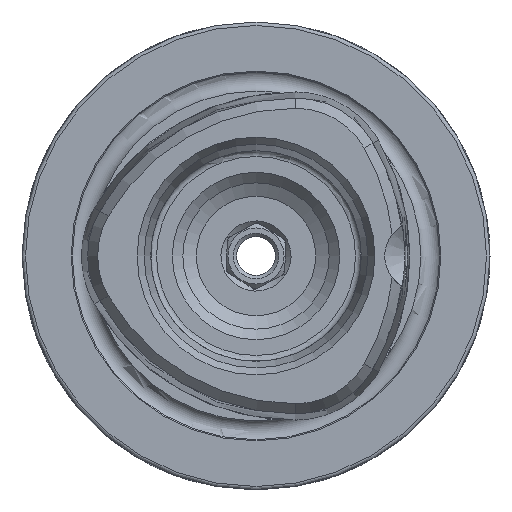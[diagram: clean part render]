
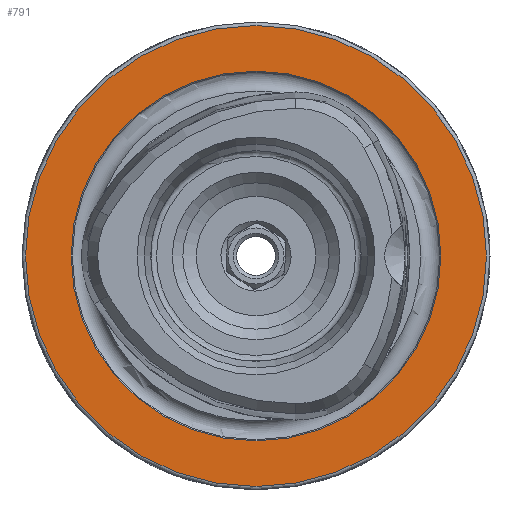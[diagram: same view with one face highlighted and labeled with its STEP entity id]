
A CAD part, left-side view. The second image highlights one B-rep face of the part: STEP entity #791.
In plain terms, the highlighted planar face has unit normal (-1, 0, 0).
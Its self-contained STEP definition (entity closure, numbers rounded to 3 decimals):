
#442 = EDGE_LOOP ( 'NONE', ( #5885 ) ) ;
#477 = FACE_BOUND ( 'NONE', #2714, .T. ) ;
#791 = ADVANCED_FACE ( 'NONE', ( #477, #12088 ), #7739, .F. ) ;
#1092 = ORIENTED_EDGE ( 'NONE', *, *, #6940, .F. ) ;
#2714 = EDGE_LOOP ( 'NONE', ( #1092 ) ) ;
#3416 = DIRECTION ( 'NONE',  ( 0., 0., 1. ) ) ;
#3706 = CARTESIAN_POINT ( 'NONE',  ( 0., 0., 0. ) ) ;
#5383 = AXIS2_PLACEMENT_3D ( 'NONE', #10091, #12167, #3416 ) ;
#5533 = EDGE_CURVE ( 'NONE', #7281, #7281, #12521, .T. ) ;
#5885 = ORIENTED_EDGE ( 'NONE', *, *, #5533, .T. ) ;
#5964 = DIRECTION ( 'NONE',  ( 0., 0., 1. ) ) ;
#6558 = CARTESIAN_POINT ( 'NONE',  ( 0., 0., 15.8 ) ) ;
#6940 = EDGE_CURVE ( 'NONE', #7968, #7968, #6941, .T. ) ;
#6941 = CIRCLE ( 'NONE', #5383, 15.8 ) ;
#7281 = VERTEX_POINT ( 'NONE', #13196 ) ;
#7739 = PLANE ( 'NONE',  #13060 ) ;
#7968 = VERTEX_POINT ( 'NONE', #6558 ) ;
#9144 = DIRECTION ( 'NONE',  ( 1., 0., 0. ) ) ;
#10091 = CARTESIAN_POINT ( 'NONE',  ( 0., 0., 0. ) ) ;
#11307 = CARTESIAN_POINT ( 'NONE',  ( 0., 15.8, 0. ) ) ;
#11543 = DIRECTION ( 'NONE',  ( 0., 0., -1. ) ) ;
#11596 = AXIS2_PLACEMENT_3D ( 'NONE', #3706, #12549, #5964 ) ;
#12088 = FACE_OUTER_BOUND ( 'NONE', #442, .T. ) ;
#12167 = DIRECTION ( 'NONE',  ( -1., 0., 0. ) ) ;
#12521 = CIRCLE ( 'NONE', #11596, 19.7 ) ;
#12549 = DIRECTION ( 'NONE',  ( -1., 0., 0. ) ) ;
#13060 = AXIS2_PLACEMENT_3D ( 'NONE', #11307, #9144, #11543 ) ;
#13196 = CARTESIAN_POINT ( 'NONE',  ( 0., 0., 19.7 ) ) ;
